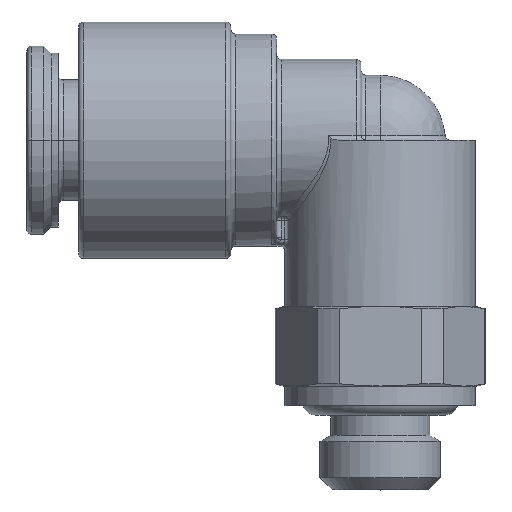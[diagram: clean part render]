
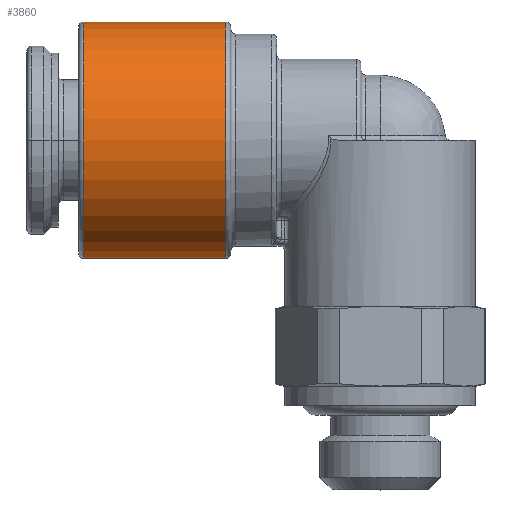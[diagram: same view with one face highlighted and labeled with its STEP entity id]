
A CAD part, top view. The second image highlights one B-rep face of the part: STEP entity #3860.
In plain terms, the highlighted cylindrical face has radius 4.9 mm (diameter 9.8 mm), a partial arc.
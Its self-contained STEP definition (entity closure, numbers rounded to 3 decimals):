
#1243=DIRECTION('',(1.,0.,0.));
#1244=VECTOR('',#1243,5.9);
#1245=CARTESIAN_POINT('',(-12.3,-4.9,0.));
#1246=LINE('',#1245,#1244);
#1252=DIRECTION('',(1.,0.,0.));
#1253=VECTOR('',#1252,5.9);
#1254=CARTESIAN_POINT('',(-12.3,4.9,0.));
#1255=LINE('',#1254,#1253);
#1266=CARTESIAN_POINT('',(-12.3,0.,0.));
#1267=DIRECTION('',(-1.,0.,0.));
#1268=DIRECTION('',(0.,-1.,0.));
#1269=AXIS2_PLACEMENT_3D('',#1266,#1267,#1268);
#1271=CARTESIAN_POINT('',(-6.4,0.,0.));
#1272=DIRECTION('',(-1.,0.,0.));
#1273=DIRECTION('',(0.,-1.,0.));
#1274=AXIS2_PLACEMENT_3D('',#1271,#1272,#1273);
#1611=CARTESIAN_POINT('',(-12.3,4.9,0.));
#1612=CARTESIAN_POINT('',(-12.3,-4.9,0.));
#1613=VERTEX_POINT('',#1611);
#1614=VERTEX_POINT('',#1612);
#1615=CARTESIAN_POINT('',(-6.4,4.9,0.));
#1616=VERTEX_POINT('',#1615);
#1617=CARTESIAN_POINT('',(-6.4,-4.9,0.));
#1618=VERTEX_POINT('',#1617);
#3848=CARTESIAN_POINT('',(-13.125,0.,0.));
#3849=DIRECTION('',(1.,0.,0.));
#3850=DIRECTION('',(0.,-1.,0.));
#3851=AXIS2_PLACEMENT_3D('',#3848,#3849,#3850);
#3852=CYLINDRICAL_SURFACE('',#3851,4.9);
#3853=ORIENTED_EDGE('',*,*,#3842,.T.);
#3854=ORIENTED_EDGE('',*,*,#3816,.T.);
#3856=ORIENTED_EDGE('',*,*,#3855,.F.);
#3857=ORIENTED_EDGE('',*,*,#3813,.F.);
#3858=EDGE_LOOP('',(#3853,#3854,#3856,#3857));
#3859=FACE_OUTER_BOUND('',#3858,.F.);
#3860=ADVANCED_FACE('',(#3859),#3852,.T.);
#1270=CIRCLE('',#1269,4.9);
#1275=CIRCLE('',#1274,4.9);
#3813=EDGE_CURVE('',#1614,#1618,#1246,.T.);
#3816=EDGE_CURVE('',#1613,#1616,#1255,.T.);
#3842=EDGE_CURVE('',#1614,#1613,#1270,.T.);
#3855=EDGE_CURVE('',#1618,#1616,#1275,.T.);
